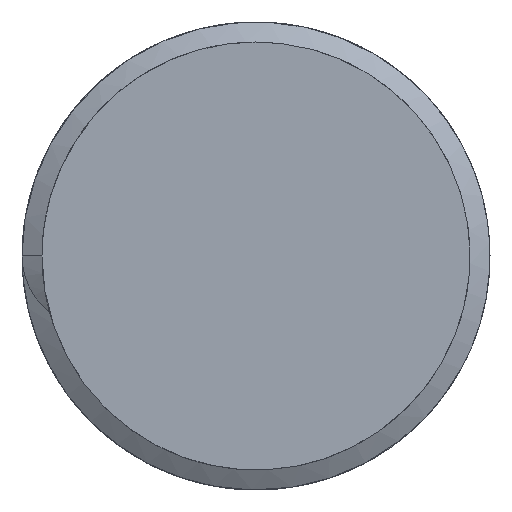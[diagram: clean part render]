
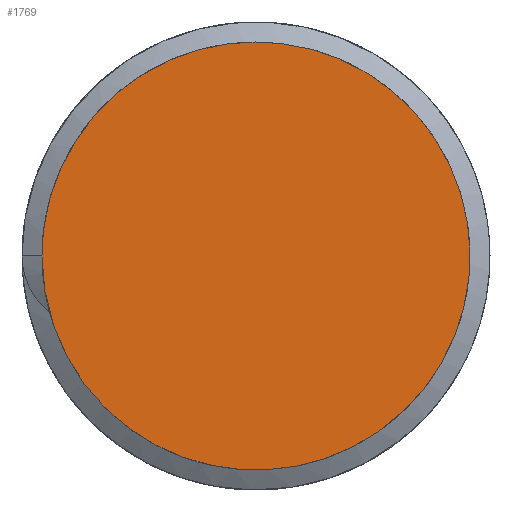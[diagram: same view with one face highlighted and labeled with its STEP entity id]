
A CAD part, left-side view. The second image highlights one B-rep face of the part: STEP entity #1769.
In plain terms, the highlighted free-form (B-spline) face has degree [1, 1] with [2, 2] control points.
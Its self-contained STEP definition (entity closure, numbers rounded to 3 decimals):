
#1748=CARTESIAN_POINT('',(0.,-25.05,25.05));
#1749=CARTESIAN_POINT('',(0.,-25.05,-25.05));
#1750=CARTESIAN_POINT('',(0.,25.05,25.05));
#1751=CARTESIAN_POINT('',(0.,25.05,-25.05));
#1752=B_SPLINE_SURFACE_WITH_KNOTS('',1,1,((#1748,#1749),(#1750,#1751)),.PLANE_SURF.,.F.,.F.,.U.,(2,2),(2,2),(-1.,2.),(-1.,2.),.UNSPECIFIED.);
#1753=CARTESIAN_POINT('',(0.,8.35,0.));
#1754=VERTEX_POINT('',#1753);
#1755=CARTESIAN_POINT('',(0.,8.35,0.));
#1756=CARTESIAN_POINT('',(0.,8.35,-8.35));
#1757=CARTESIAN_POINT('',(0.,0.,-8.35));
#1758=CARTESIAN_POINT('',(0.,-8.35,-8.35));
#1759=CARTESIAN_POINT('',(0.,-8.35,0.));
#1760=CARTESIAN_POINT('',(0.,-8.35,8.35));
#1761=CARTESIAN_POINT('',(0.,0.,8.35));
#1762=CARTESIAN_POINT('',(0.,8.35,8.35));
#1763=CARTESIAN_POINT('',(0.,8.35,0.));
#1764=(BOUNDED_CURVE()B_SPLINE_CURVE(2,(#1755,#1756,#1757,#1758,#1759,#1760,#1761,#1762,#1763),.CIRCULAR_ARC.,.T.,.U.)B_SPLINE_CURVE_WITH_KNOTS((3,2,2,2,3),(0.,0.25,0.5,0.75,1.),.UNSPECIFIED.)CURVE()GEOMETRIC_REPRESENTATION_ITEM()RATIONAL_B_SPLINE_CURVE((1.,0.707,1.,0.707,1.,0.707,1.,0.707,1.))REPRESENTATION_ITEM(''));
#1765=EDGE_CURVE('',#1754,#1754,#1764,.T.);
#1766=ORIENTED_EDGE('',*,*,#1765,.T.);
#1767=EDGE_LOOP('',(#1766));
#1768=FACE_OUTER_BOUND('',#1767,.T.);
#1769=ADVANCED_FACE('',(#1768),#1752,.T.);
